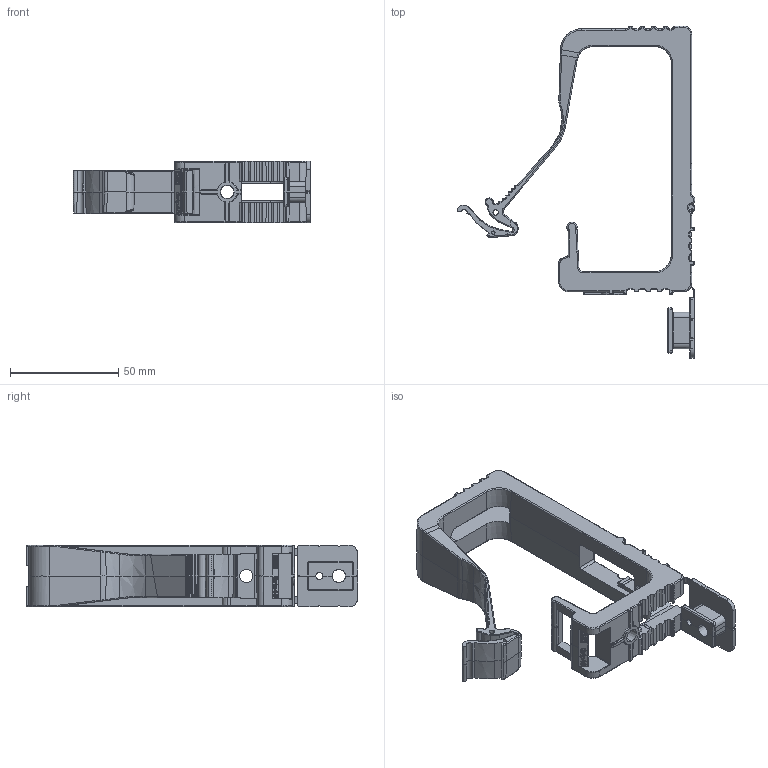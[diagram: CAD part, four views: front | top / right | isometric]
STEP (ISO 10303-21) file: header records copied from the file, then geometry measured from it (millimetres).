
FILE_DESCRIPTION((''),'2;1');
FILE_NAME('2205416','2016-02-05T',('AndreasKeweloh'),(''),'CREO PARAMETRIC BY PTC INC, 2015290','CREO PARAMETRIC BY PTC INC, 2015290','');
FILE_SCHEMA(('CONFIG_CONTROL_DESIGN'));
Products named in the file (1): 2205416
Bounding box: 109.71 x 153.18 x 28.6 mm (x, y, z)
Volume: 58988 mm3; surface area: 29072.7 mm2
Topology: 1 solids, 1 shells, 2191 faces, 5591 edges, 3560 vertices
Faces by surface type: plane 1317, cylinder 351, bspline 253, cone 144, torus 113, extrusion 12, revolution 1
Entity records: 93847 total; most frequent: CARTESIAN_POINT 42796, ORIENTED_EDGE 11182, DIRECTION 9323, EDGE_CURVE 5591, VECTOR 3918, LINE 3906, VERTEX_POINT 3560, AXIS2_PLACEMENT_3D 2702
